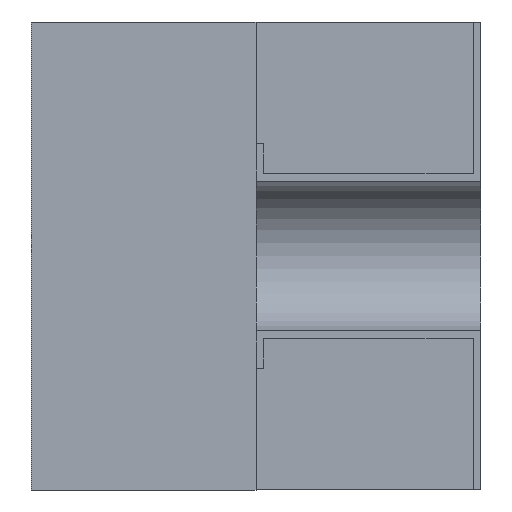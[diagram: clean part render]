
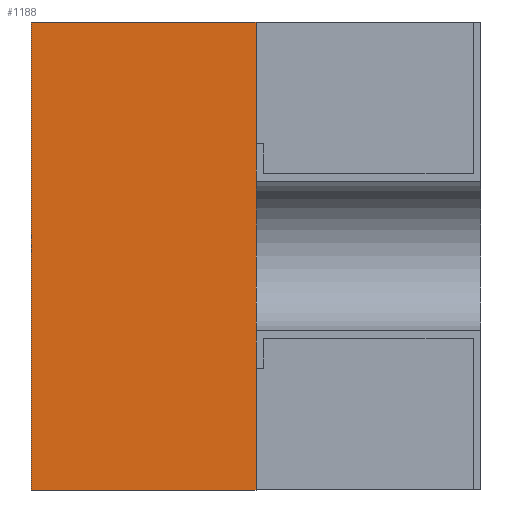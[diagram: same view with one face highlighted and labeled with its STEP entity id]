
A CAD part, left-side view. The second image highlights one B-rep face of the part: STEP entity #1188.
In plain terms, the highlighted planar face has unit normal (-1, 0, 0).
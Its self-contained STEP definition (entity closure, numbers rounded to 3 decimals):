
#2 = EDGE_LOOP ( 'NONE', ( #1104, #1331, #586, #1135 ) ) ;
#136 = CARTESIAN_POINT ( 'NONE',  ( -0.7, 0.6, 0.625 ) ) ;
#190 = VERTEX_POINT ( 'NONE', #890 ) ;
#191 = CARTESIAN_POINT ( 'NONE',  ( -0.7, 1.2, -0.625 ) ) ;
#209 = FACE_OUTER_BOUND ( 'NONE', #2, .T. ) ;
#236 = DIRECTION ( 'NONE',  ( 0., 0., -1. ) ) ;
#290 = CARTESIAN_POINT ( 'NONE',  ( -0.7, 1.2, 0.625 ) ) ;
#292 = EDGE_CURVE ( 'NONE', #1072, #1418, #1273, .T. ) ;
#299 = EDGE_CURVE ( 'NONE', #190, #788, #1415, .T. ) ;
#313 = LINE ( 'NONE', #191, #539 ) ;
#347 = DIRECTION ( 'NONE',  ( 0., 0., 1. ) ) ;
#472 = DIRECTION ( 'NONE',  ( 0., -1., 0. ) ) ;
#539 = VECTOR ( 'NONE', #1043, 1000. ) ;
#576 = CARTESIAN_POINT ( 'NONE',  ( -0.7, 4.277, 0.625 ) ) ;
#586 = ORIENTED_EDGE ( 'NONE', *, *, #660, .T. ) ;
#588 = EDGE_CURVE ( 'NONE', #190, #1072, #313, .T. ) ;
#660 = EDGE_CURVE ( 'NONE', #788, #1418, #1424, .T. ) ;
#788 = VERTEX_POINT ( 'NONE', #1031 ) ;
#794 = VECTOR ( 'NONE', #347, 1000. ) ;
#836 = PLANE ( 'NONE',  #993 ) ;
#890 = CARTESIAN_POINT ( 'NONE',  ( -0.7, 1.2, -0.625 ) ) ;
#918 = DIRECTION ( 'NONE',  ( 0., -1., 0. ) ) ;
#949 = CARTESIAN_POINT ( 'NONE',  ( -0.7, 0.6, -0.625 ) ) ;
#993 = AXIS2_PLACEMENT_3D ( 'NONE', #1542, #1510, #236 ) ;
#1031 = CARTESIAN_POINT ( 'NONE',  ( -0.7, 0.6, -0.625 ) ) ;
#1043 = DIRECTION ( 'NONE',  ( 0., 0., 1. ) ) ;
#1072 = VERTEX_POINT ( 'NONE', #290 ) ;
#1104 = ORIENTED_EDGE ( 'NONE', *, *, #588, .F. ) ;
#1135 = ORIENTED_EDGE ( 'NONE', *, *, #292, .F. ) ;
#1188 = ADVANCED_FACE ( 'NONE', ( #209 ), #836, .F. ) ;
#1273 = LINE ( 'NONE', #576, #1451 ) ;
#1331 = ORIENTED_EDGE ( 'NONE', *, *, #299, .T. ) ;
#1352 = VECTOR ( 'NONE', #472, 1000. ) ;
#1386 = CARTESIAN_POINT ( 'NONE',  ( -0.7, 4.277, -0.625 ) ) ;
#1415 = LINE ( 'NONE', #1386, #1352 ) ;
#1418 = VERTEX_POINT ( 'NONE', #136 ) ;
#1424 = LINE ( 'NONE', #949, #794 ) ;
#1451 = VECTOR ( 'NONE', #918, 1000. ) ;
#1510 = DIRECTION ( 'NONE',  ( 1., 0., 0. ) ) ;
#1542 = CARTESIAN_POINT ( 'NONE',  ( -0.7, 4.277, -0.625 ) ) ;
